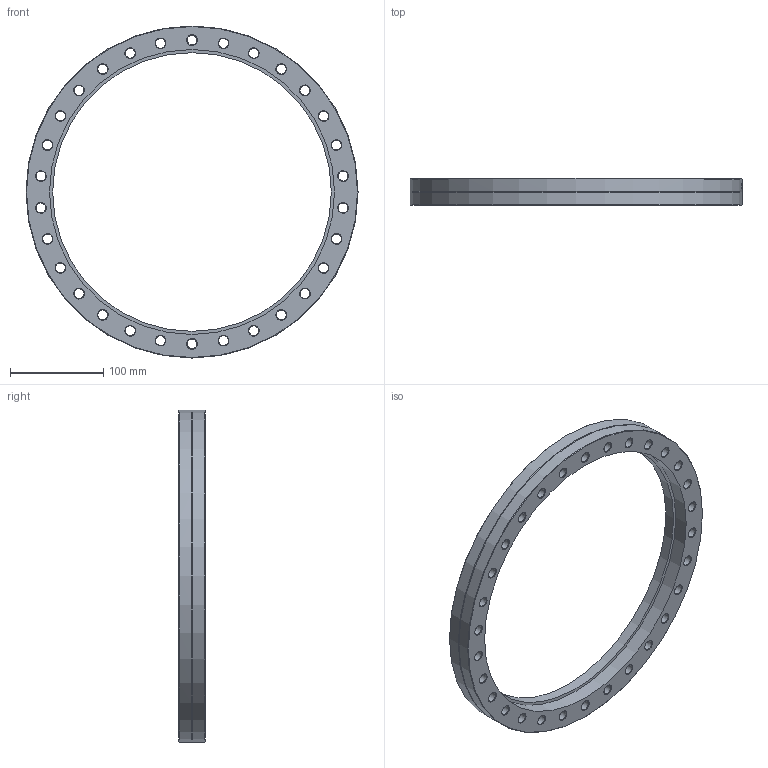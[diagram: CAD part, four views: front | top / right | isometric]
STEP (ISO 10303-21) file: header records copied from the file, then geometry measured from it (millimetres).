
FILE_DESCRIPTION(/* description */ (''),/* implementation_level */ '2;1');
FILE_NAME(/* name */ 'FL-1400-1200CF.stp',/* time_stamp */ '2021-05-14T09:12:57+01:00',/* author */ ('Paul'),/* organization */ (''),/* preprocessor_version */ 'ST-DEVELOPER v18.1',/* originating_system */ 'Autodesk Inventor 2022',/* authorisation */ '');
FILE_SCHEMA (('AUTOMOTIVE_DESIGN { 1 0 10303 214 3 1 1 }'));
Length unit declared in the file: millimetre
Products named in the file (1): FL-1400-1200CF
Bounding box: 355.6 x 28.45 x 355.6 mm (x, y, z)
Volume: 700471.1 mm3; surface area: 140733.5 mm2
Topology: 1 solids, 1 shells, 199 faces, 532 edges, 344 vertices
Faces by surface type: cone 65, plane 47, cylinder 45, bspline 41, torus 1
Full cylindrical faces by diameter (mm): 10.5 x30, 298.5 x1, 305.3 x1, 313.54 x1, 355.6 x2
Entity records: 8315 total; most frequent: CARTESIAN_POINT 3266, ORIENTED_EDGE 1064, DIRECTION 989, EDGE_CURVE 532, AXIS2_PLACEMENT_3D 390, VERTEX_POINT 344, EDGE_LOOP 270, LINE 209
